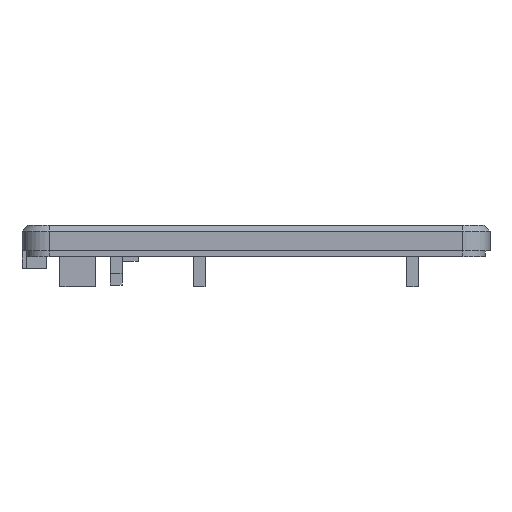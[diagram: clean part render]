
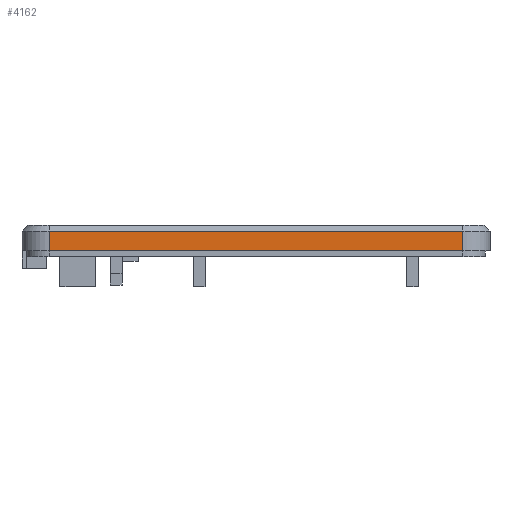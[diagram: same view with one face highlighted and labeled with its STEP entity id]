
A CAD part, left-side view. The second image highlights one B-rep face of the part: STEP entity #4162.
In plain terms, the highlighted planar face has unit normal (-1, 0, 0).
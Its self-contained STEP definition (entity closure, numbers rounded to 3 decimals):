
#105=PLANE('',#4431);
#295=FACE_OUTER_BOUND('',#536,.T.);
#536=EDGE_LOOP('',(#2967,#2968,#2969,#2970));
#943=LINE('',#6041,#1435);
#952=LINE('',#6071,#1444);
#954=LINE('',#6077,#1446);
#955=LINE('',#6078,#1447);
#1435=VECTOR('',#4810,10.);
#1444=VECTOR('',#4843,10.);
#1446=VECTOR('',#4849,10.);
#1447=VECTOR('',#4850,10.);
#1928=VERTEX_POINT('',#6031);
#1930=VERTEX_POINT('',#6037);
#1940=VERTEX_POINT('',#6070);
#1942=VERTEX_POINT('',#6076);
#2328=EDGE_CURVE('',#1928,#1930,#943,.T.);
#2343=EDGE_CURVE('',#1940,#1930,#952,.T.);
#2346=EDGE_CURVE('',#1942,#1928,#954,.T.);
#2347=EDGE_CURVE('',#1942,#1940,#955,.T.);
#2967=ORIENTED_EDGE('',*,*,#2328,.F.);
#2968=ORIENTED_EDGE('',*,*,#2346,.F.);
#2969=ORIENTED_EDGE('',*,*,#2347,.T.);
#2970=ORIENTED_EDGE('',*,*,#2343,.T.);
#4162=ADVANCED_FACE('',(#295),#105,.T.);
#4431=AXIS2_PLACEMENT_3D('',#6075,#4847,#4848);
#4810=DIRECTION('',(0.,-1.,0.));
#4843=DIRECTION('',(0.,0.,1.));
#4847=DIRECTION('center_axis',(-1.,0.,0.));
#4848=DIRECTION('ref_axis',(0.,-1.,0.));
#4849=DIRECTION('',(0.,0.,1.));
#4850=DIRECTION('',(0.,-1.,0.));
#6031=CARTESIAN_POINT('',(-2.6,71.8,11.9));
#6037=CARTESIAN_POINT('',(-2.6,2.,11.9));
#6041=CARTESIAN_POINT('',(-2.6,54.35,11.9));
#6070=CARTESIAN_POINT('',(-2.6,2.,8.6));
#6071=CARTESIAN_POINT('',(-2.6,2.,0.));
#6075=CARTESIAN_POINT('Origin',(-2.6,71.8,0.));
#6076=CARTESIAN_POINT('',(-2.6,71.8,8.6));
#6077=CARTESIAN_POINT('',(-2.6,71.8,0.));
#6078=CARTESIAN_POINT('',(-2.6,54.35,8.6));
